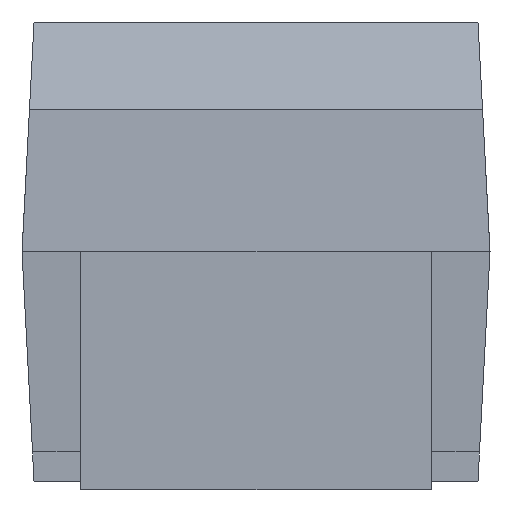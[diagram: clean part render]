
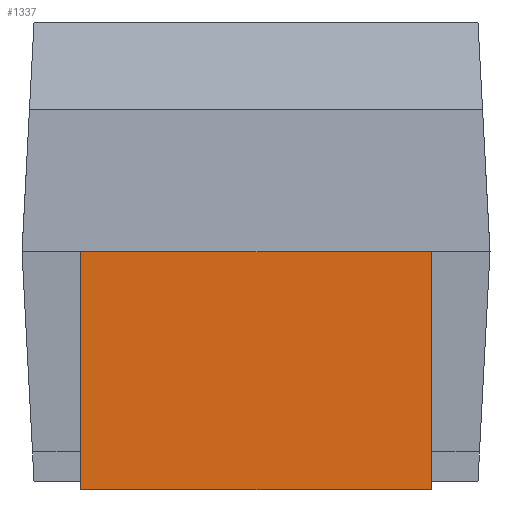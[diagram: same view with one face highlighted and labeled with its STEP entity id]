
A CAD part, left-side view. The second image highlights one B-rep face of the part: STEP entity #1337.
In plain terms, the highlighted planar face has unit normal (-1, 0, 0).
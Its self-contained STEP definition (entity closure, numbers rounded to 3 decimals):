
#15 = EDGE_CURVE ( 'NONE', #848, #1119, #445, .T. ) ;
#21 = ORIENTED_EDGE ( 'NONE', *, *, #267, .F. ) ;
#103 = ORIENTED_EDGE ( 'NONE', *, *, #443, .T. ) ;
#130 = VECTOR ( 'NONE', #418, 1000. ) ;
#144 = VECTOR ( 'NONE', #1158, 1000. ) ;
#146 = EDGE_LOOP ( 'NONE', ( #21, #451, #1286, #103 ) ) ;
#155 = LINE ( 'NONE', #533, #454 ) ;
#198 = DIRECTION ( 'NONE',  ( 0., 0., 1. ) ) ;
#267 = EDGE_CURVE ( 'NONE', #1383, #815, #419, .T. ) ;
#302 = CARTESIAN_POINT ( 'NONE',  ( -1.6, 0.6, 0.815 ) ) ;
#372 = CARTESIAN_POINT ( 'NONE',  ( -1.6, 0.6, 0. ) ) ;
#407 = DIRECTION ( 'NONE',  ( -1., 0., 0. ) ) ;
#410 = CARTESIAN_POINT ( 'NONE',  ( -1.6, -0.6, 0.815 ) ) ;
#418 = DIRECTION ( 'NONE',  ( 0., 0., -1. ) ) ;
#419 = LINE ( 'NONE', #1336, #130 ) ;
#443 = EDGE_CURVE ( 'NONE', #1119, #815, #1305, .T. ) ;
#445 = LINE ( 'NONE', #586, #144 ) ;
#451 = ORIENTED_EDGE ( 'NONE', *, *, #788, .F. ) ;
#454 = VECTOR ( 'NONE', #1437, 1000. ) ;
#458 = VECTOR ( 'NONE', #549, 1000. ) ;
#533 = CARTESIAN_POINT ( 'NONE',  ( -1.6, 0.6, 0.815 ) ) ;
#549 = DIRECTION ( 'NONE',  ( 0., -1., 0. ) ) ;
#586 = CARTESIAN_POINT ( 'NONE',  ( -1.6, 0.6, 0. ) ) ;
#788 = EDGE_CURVE ( 'NONE', #848, #1383, #155, .T. ) ;
#815 = VERTEX_POINT ( 'NONE', #1208 ) ;
#848 = VERTEX_POINT ( 'NONE', #302 ) ;
#869 = CARTESIAN_POINT ( 'NONE',  ( -1.6, 0.6, 0. ) ) ;
#897 = CARTESIAN_POINT ( 'NONE',  ( -1.6, 0.6, 0. ) ) ;
#1042 = AXIS2_PLACEMENT_3D ( 'NONE', #869, #407, #198 ) ;
#1111 = PLANE ( 'NONE',  #1042 ) ;
#1119 = VERTEX_POINT ( 'NONE', #372 ) ;
#1158 = DIRECTION ( 'NONE',  ( 0., 0., -1. ) ) ;
#1208 = CARTESIAN_POINT ( 'NONE',  ( -1.6, -0.6, 0. ) ) ;
#1286 = ORIENTED_EDGE ( 'NONE', *, *, #15, .T. ) ;
#1305 = LINE ( 'NONE', #897, #458 ) ;
#1336 = CARTESIAN_POINT ( 'NONE',  ( -1.6, -0.6, 0. ) ) ;
#1337 = ADVANCED_FACE ( 'NONE', ( #1376 ), #1111, .T. ) ;
#1376 = FACE_OUTER_BOUND ( 'NONE', #146, .T. ) ;
#1383 = VERTEX_POINT ( 'NONE', #410 ) ;
#1437 = DIRECTION ( 'NONE',  ( 0., -1., 0. ) ) ;
